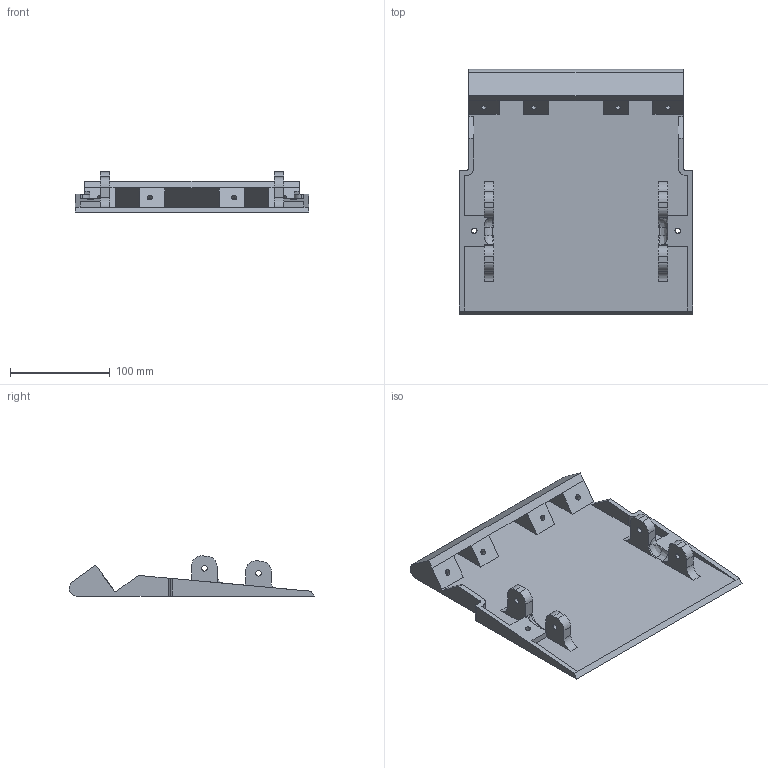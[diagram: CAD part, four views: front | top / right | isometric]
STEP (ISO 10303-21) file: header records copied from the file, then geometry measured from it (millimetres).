
FILE_DESCRIPTION(/* description */ (''),/* implementation_level */ '2;1');
FILE_NAME(/* name */ 'upperFrontSkidPlate.stp',/* time_stamp */ '2025-01-05T12:53:56-05:00',/* author */ ('derm'),/* organization */ (''),/* preprocessor_version */ 'ST-DEVELOPER v20',/* originating_system */ 'Autodesk Inventor 2025',/* authorisation */ '');
FILE_SCHEMA (('AUTOMOTIVE_DESIGN { 1 0 10303 214 3 1 1 }'));
Length unit declared in the file: millimetre
Products named in the file (1): upperFrontSkidPlate
Bounding box: 234 x 245.45 x 40.44 mm (x, y, z)
Volume: 427472.4 mm3; surface area: 147583.8 mm2
Topology: 1 solids, 1 shells, 111 faces, 299 edges, 196 vertices
Faces by surface type: plane 66, cylinder 38, bspline 7
Full cylindrical faces by diameter (mm): 5.5 x10, 10 x6
Entity records: 3873 total; most frequent: CARTESIAN_POINT 967, ORIENTED_EDGE 598, DIRECTION 578, EDGE_CURVE 299, LINE 208, VECTOR 208, VERTEX_POINT 196, AXIS2_PLACEMENT_3D 185
